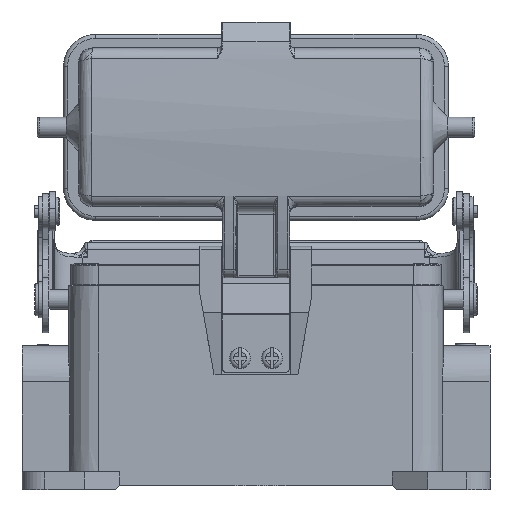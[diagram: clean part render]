
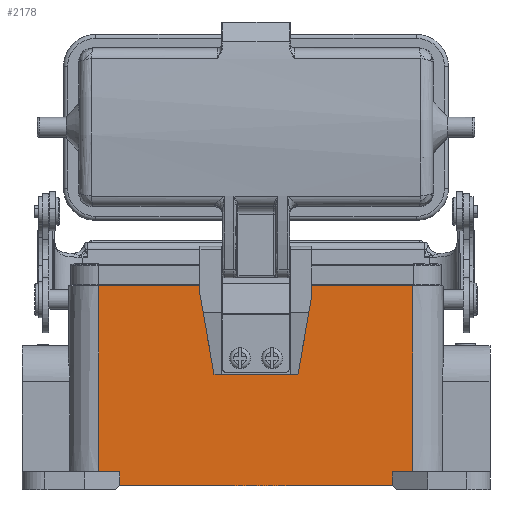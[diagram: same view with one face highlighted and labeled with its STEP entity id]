
A CAD part, front view. The second image highlights one B-rep face of the part: STEP entity #2178.
In plain terms, the highlighted planar face has unit normal (0, -1, 0.009).
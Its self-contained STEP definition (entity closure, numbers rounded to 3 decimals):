
#1379=PLANE('',#34564);
#2178=ADVANCED_FACE('',(#4918),#1379,.T.);
#4918=FACE_OUTER_BOUND('',#6735,.T.);
#6735=EDGE_LOOP('',(#11604,#11605,#11606,#11607,#11608,#11609,#11610,#11611,
#11612,#11613,#11614,#11615));
#11604=ORIENTED_EDGE('',*,*,#24901,.T.);
#11605=ORIENTED_EDGE('',*,*,#24902,.T.);
#11606=ORIENTED_EDGE('',*,*,#24903,.F.);
#11607=ORIENTED_EDGE('',*,*,#24904,.T.);
#11608=ORIENTED_EDGE('',*,*,#24905,.F.);
#11609=ORIENTED_EDGE('',*,*,#24900,.T.);
#11610=ORIENTED_EDGE('',*,*,#24906,.F.);
#11611=ORIENTED_EDGE('',*,*,#24907,.T.);
#11612=ORIENTED_EDGE('',*,*,#24908,.T.);
#11613=ORIENTED_EDGE('',*,*,#24909,.T.);
#11614=ORIENTED_EDGE('',*,*,#24910,.F.);
#11615=ORIENTED_EDGE('',*,*,#24911,.F.);
#21608=VERTEX_POINT('',#45728);
#21614=VERTEX_POINT('',#45744);
#21615=VERTEX_POINT('',#45748);
#21616=VERTEX_POINT('',#45749);
#21617=VERTEX_POINT('',#45751);
#21618=VERTEX_POINT('',#45753);
#21619=VERTEX_POINT('',#45755);
#21620=VERTEX_POINT('',#45758);
#21621=VERTEX_POINT('',#45760);
#21622=VERTEX_POINT('',#45762);
#21623=VERTEX_POINT('',#45764);
#21624=VERTEX_POINT('',#45766);
#24900=EDGE_CURVE('',#21608,#21614,#29884,.T.);
#24901=EDGE_CURVE('',#21615,#21616,#29885,.T.);
#24902=EDGE_CURVE('',#21616,#21617,#29886,.T.);
#24903=EDGE_CURVE('',#21618,#21617,#29887,.T.);
#24904=EDGE_CURVE('',#21618,#21619,#29888,.T.);
#24905=EDGE_CURVE('',#21608,#21619,#29889,.T.);
#24906=EDGE_CURVE('',#21620,#21614,#29890,.T.);
#24907=EDGE_CURVE('',#21620,#21621,#29891,.T.);
#24908=EDGE_CURVE('',#21621,#21622,#29892,.T.);
#24909=EDGE_CURVE('',#21622,#21623,#29893,.T.);
#24910=EDGE_CURVE('',#21624,#21623,#29894,.T.);
#24911=EDGE_CURVE('',#21615,#21624,#29895,.T.);
#29884=LINE('',#45745,#32201);
#29885=LINE('',#45747,#32202);
#29886=LINE('',#45750,#32203);
#29887=LINE('',#45752,#32204);
#29888=LINE('',#45754,#32205);
#29889=LINE('',#45756,#32206);
#29890=LINE('',#45757,#32207);
#29891=LINE('',#45759,#32208);
#29892=LINE('',#45761,#32209);
#29893=LINE('',#45763,#32210);
#29894=LINE('',#45765,#32211);
#29895=LINE('',#45767,#32212);
#32201=VECTOR('',#37524,1.);
#32202=VECTOR('',#37527,1.);
#32203=VECTOR('',#37528,1.);
#32204=VECTOR('',#37529,1.);
#32205=VECTOR('',#37530,1.);
#32206=VECTOR('',#37531,1.);
#32207=VECTOR('',#37532,1.);
#32208=VECTOR('',#37533,1.);
#32209=VECTOR('',#37534,1.);
#32210=VECTOR('',#37535,1.);
#32211=VECTOR('',#37536,1.);
#32212=VECTOR('',#37537,1.);
#34564=AXIS2_PLACEMENT_3D('',#45768,#37538,#37539);
#37524=DIRECTION('',(0.,0.009,1.));
#37527=DIRECTION('',(-1.,0.,0.));
#37528=DIRECTION('',(0.,-0.009,-1.));
#37529=DIRECTION('',(-1.,0.,0.));
#37530=DIRECTION('',(0.,-0.009,-1.));
#37531=DIRECTION('',(-1.,0.,0.));
#37532=DIRECTION('',(-1.,0.,0.));
#37533=DIRECTION('',(0.,0.009,1.));
#37534=DIRECTION('',(-1.,0.,0.));
#37535=DIRECTION('',(0.,-0.009,-1.));
#37536=DIRECTION('',(1.,0.,0.));
#37537=DIRECTION('',(0.,-0.009,-1.));
#37538=DIRECTION('',(0.,-1.,0.009));
#37539=DIRECTION('',(-1.,0.,0.));
#45728=CARTESIAN_POINT('',(34.,-21.936,-25.5));
#45744=CARTESIAN_POINT('',(34.,-21.906,-22.));
#45745=CARTESIAN_POINT('',(34.,-21.936,-25.5));
#45747=CARTESIAN_POINT('',(-1.6,-21.5,24.5));
#45748=CARTESIAN_POINT('',(-1.6,-21.5,24.5));
#45749=CARTESIAN_POINT('',(-39.25,-21.5,24.5));
#45750=CARTESIAN_POINT('',(-39.25,-21.5,24.5));
#45751=CARTESIAN_POINT('',(-39.25,-21.906,-22.));
#45752=CARTESIAN_POINT('',(-34.,-21.906,-22.));
#45753=CARTESIAN_POINT('',(-34.,-21.906,-22.));
#45754=CARTESIAN_POINT('',(-34.,-21.906,-22.));
#45755=CARTESIAN_POINT('',(-34.,-21.936,-25.5));
#45756=CARTESIAN_POINT('',(34.,-21.936,-25.5));
#45757=CARTESIAN_POINT('',(39.25,-21.906,-22.));
#45758=CARTESIAN_POINT('',(39.25,-21.906,-22.));
#45759=CARTESIAN_POINT('',(39.25,-21.906,-22.));
#45760=CARTESIAN_POINT('',(39.25,-21.5,24.5));
#45761=CARTESIAN_POINT('',(39.25,-21.5,24.5));
#45762=CARTESIAN_POINT('',(1.6,-21.5,24.5));
#45763=CARTESIAN_POINT('',(1.6,-21.5,24.5));
#45764=CARTESIAN_POINT('',(1.6,-21.526,21.5));
#45765=CARTESIAN_POINT('',(-1.6,-21.526,21.5));
#45766=CARTESIAN_POINT('',(-1.6,-21.526,21.5));
#45767=CARTESIAN_POINT('',(-1.6,-21.5,24.5));
#45768=CARTESIAN_POINT('',(-41.628,-21.5,24.5));
